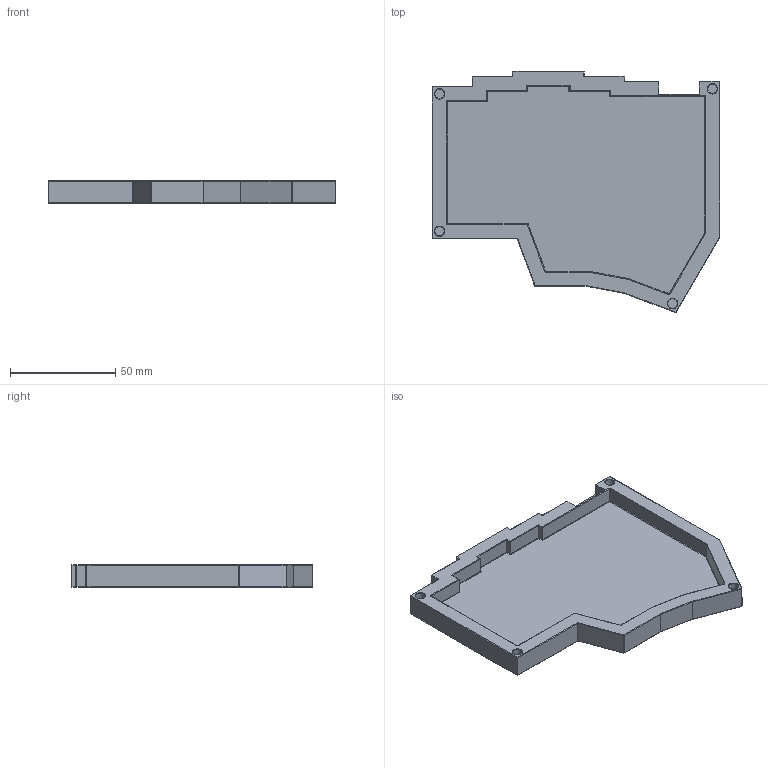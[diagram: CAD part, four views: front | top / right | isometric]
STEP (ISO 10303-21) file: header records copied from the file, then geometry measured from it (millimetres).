
FILE_DESCRIPTION(/* description */ (''),/* implementation_level */ '2;1');
FILE_NAME(/* name */ 'Left Shell.step',/* time_stamp */ '2025-06-23T20:39:28-06:00',/* author */ (''),/* organization */ (''),/* preprocessor_version */ 'ST-DEVELOPER v20.1',/* originating_system */ 'Autodesk Translation Framework v14.10.0.0',/* authorisation */ '');
FILE_SCHEMA (('AUTOMOTIVE_DESIGN { 1 0 10303 214 3 1 1 }'));
Length unit declared in the file: millimetre
Products named in the file (1): FusionComponent
Bounding box: 136.54 x 114.43 x 10.5 mm (x, y, z)
Volume: 59392.3 mm3; surface area: 33342.3 mm2
Topology: 1 solids, 1 shells, 201 faces, 433 edges, 239 vertices
Faces by surface type: cylinder 100, plane 45, sphere 29, torus 27
Full cylindrical faces by diameter (mm): 4.45 x4
Entity records: 5394 total; most frequent: DIRECTION 1056, CARTESIAN_POINT 874, ORIENTED_EDGE 866, EDGE_CURVE 433, AXIS2_PLACEMENT_3D 421, VERTEX_POINT 239, LINE 214, VECTOR 214
